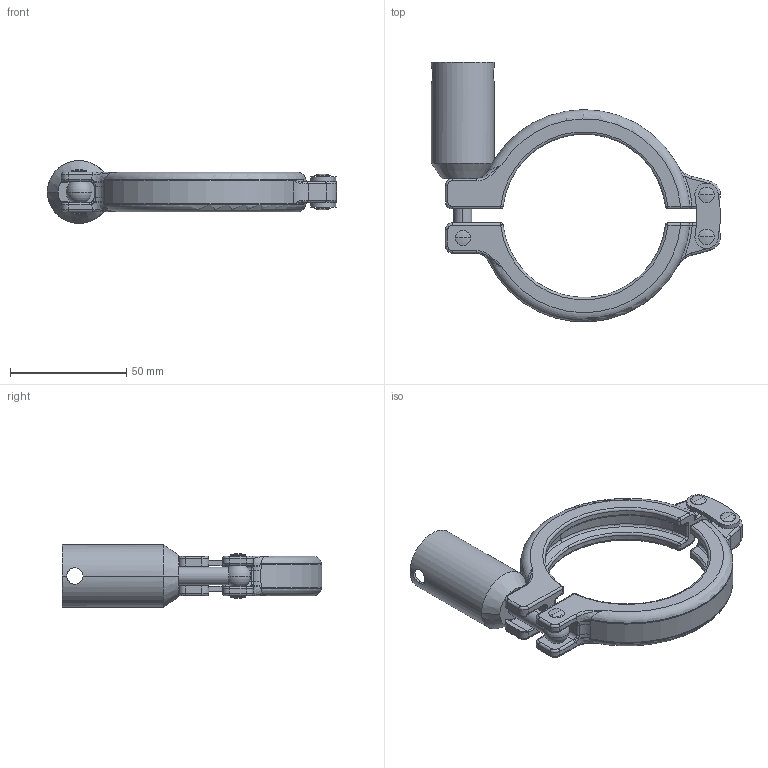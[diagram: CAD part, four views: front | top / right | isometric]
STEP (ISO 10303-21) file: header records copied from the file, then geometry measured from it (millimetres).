
FILE_DESCRIPTION (( 'STEP AP214' ), '1' );
FILE_NAME ('CL.SAFS.0250 BLOCK.STEP', '2019-04-16T14:28:23', ( '' ), ( '' ), 'SwSTEP 2.0', 'SolidWorks 2019', '' );
FILE_SCHEMA (( 'AUTOMOTIVE_DESIGN' ));
Length unit declared in the file: millimetre
Products named in the file (1): CL.SAFS.0250 BLOCK
Bounding box: 124.1 x 111.54 x 27 mm (x, y, z)
Volume: 51949.1 mm3; surface area: 29132.8 mm2
Topology: 3 solids, 3 shells, 390 faces, 924 edges, 530 vertices
Faces by surface type: cylinder 157, torus 72, plane 57, bspline 54, sphere 34, cone 16
Entity records: 13699 total; most frequent: CARTESIAN_POINT 4943, DIRECTION 1914, ORIENTED_EDGE 1802, EDGE_CURVE 901, AXIS2_PLACEMENT_3D 827, VERTEX_POINT 529, CIRCLE 490, EDGE_LOOP 416
